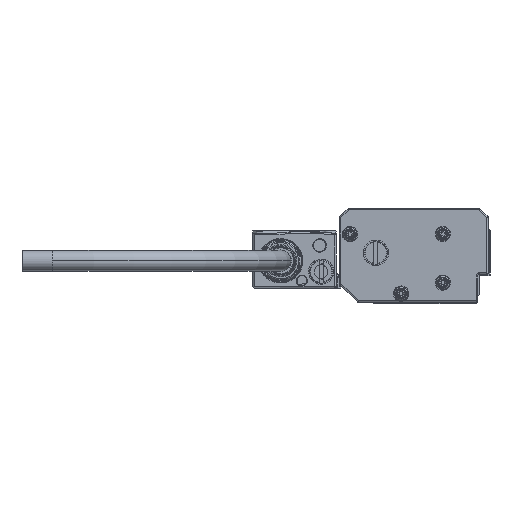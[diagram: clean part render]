
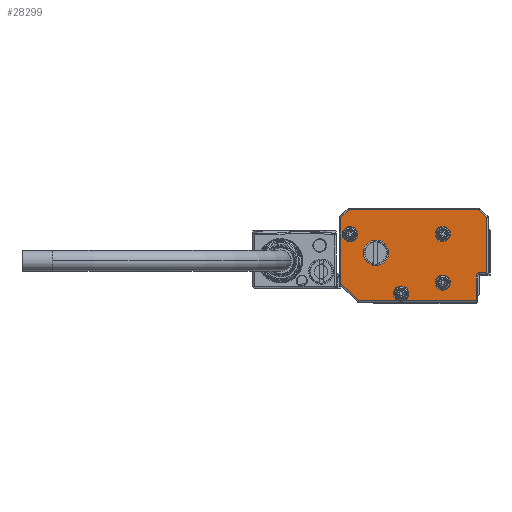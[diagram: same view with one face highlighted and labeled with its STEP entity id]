
A CAD part, left-side view. The second image highlights one B-rep face of the part: STEP entity #28299.
In plain terms, the highlighted planar face has unit normal (-1, 0, 0).
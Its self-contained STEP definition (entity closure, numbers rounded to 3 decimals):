
#28093=AXIS2_PLACEMENT_3D('Circle Axis2P3D',#28091,#28092,$) ;
#28121=AXIS2_PLACEMENT_3D('Circle Axis2P3D',#28119,#28120,$) ;
#28136=AXIS2_PLACEMENT_3D('Plane Axis2P3D',#28133,#28134,#28135) ;
#28140=AXIS2_PLACEMENT_3D('Circle Axis2P3D',#28138,#28139,$) ;
#28147=AXIS2_PLACEMENT_3D('Circle Axis2P3D',#28145,#28146,$) ;
#28154=AXIS2_PLACEMENT_3D('Circle Axis2P3D',#28152,#28153,$) ;
#28166=AXIS2_PLACEMENT_3D('Circle Axis2P3D',#28164,#28165,$) ;
#28229=AXIS2_PLACEMENT_3D('Circle Axis2P3D',#28227,#28228,$) ;
#28238=AXIS2_PLACEMENT_3D('Circle Axis2P3D',#28236,#28237,$) ;
#28247=AXIS2_PLACEMENT_3D('Circle Axis2P3D',#28245,#28246,$) ;
#28256=AXIS2_PLACEMENT_3D('Circle Axis2P3D',#28254,#28255,$) ;
#28265=AXIS2_PLACEMENT_3D('Circle Axis2P3D',#28263,#28264,$) ;
#28274=AXIS2_PLACEMENT_3D('Circle Axis2P3D',#28272,#28273,$) ;
#28283=AXIS2_PLACEMENT_3D('Circle Axis2P3D',#28281,#28282,$) ;
#28292=AXIS2_PLACEMENT_3D('Circle Axis2P3D',#28290,#28291,$) ;
#24336=CARTESIAN_POINT('Vertex',(-473.,8.4,-1.)) ;
#24338=CARTESIAN_POINT('Vertex',(-473.,7.,-1.)) ;
#24341=CARTESIAN_POINT('Line Origine',(-473.,3.5,-1.)) ;
#24345=CARTESIAN_POINT('Vertex',(-473.,21.793,-1.)) ;
#24357=CARTESIAN_POINT('Vertex',(-473.,-17.,-1.)) ;
#24360=CARTESIAN_POINT('Line Origine',(-473.,3.5,-1.)) ;
#25535=CARTESIAN_POINT('Line Origine',(-473.,27.5,14.)) ;
#25539=CARTESIAN_POINT('Vertex',(-473.,27.5,4.707)) ;
#25541=CARTESIAN_POINT('Vertex',(-473.,27.5,26.293)) ;
#28091=CARTESIAN_POINT('Axis2P3D Location',(-473.,7.7,1.4)) ;
#28095=CARTESIAN_POINT('Vertex',(-473.,5.2,1.4)) ;
#28116=CARTESIAN_POINT('Vertex',(-473.,9.894,0.201)) ;
#28119=CARTESIAN_POINT('Axis2P3D Location',(-473.,7.7,1.4)) ;
#28133=CARTESIAN_POINT('Axis2P3D Location',(-473.,-21.5,13.5)) ;
#28138=CARTESIAN_POINT('Axis2P3D Location',(-473.,7.7,1.4)) ;
#28142=CARTESIAN_POINT('Vertex',(-473.,10.2,1.4)) ;
#28145=CARTESIAN_POINT('Axis2P3D Location',(-473.,7.7,1.4)) ;
#28149=CARTESIAN_POINT('Vertex',(-473.,5.506,2.599)) ;
#28152=CARTESIAN_POINT('Axis2P3D Location',(-473.,7.7,1.4)) ;
#28157=CARTESIAN_POINT('Line Origine',(-473.,-17.,3.1)) ;
#28161=CARTESIAN_POINT('Vertex',(-473.,-17.,7.2)) ;
#28164=CARTESIAN_POINT('Axis2P3D Location',(-473.,-18.,7.2)) ;
#28168=CARTESIAN_POINT('Vertex',(-473.,-18.,8.2)) ;
#28171=CARTESIAN_POINT('Line Origine',(-473.,-19.25,8.2)) ;
#28175=CARTESIAN_POINT('Vertex',(-473.,-20.5,8.2)) ;
#28178=CARTESIAN_POINT('Line Origine',(-473.,-20.5,17.246)) ;
#28182=CARTESIAN_POINT('Vertex',(-473.,-20.5,26.293)) ;
#28185=CARTESIAN_POINT('Line Origine',(-473.,-19.146,27.646)) ;
#28189=CARTESIAN_POINT('Vertex',(-473.,-17.793,29.)) ;
#28192=CARTESIAN_POINT('Line Origine',(-473.,3.5,29.)) ;
#28196=CARTESIAN_POINT('Vertex',(-473.,24.793,29.)) ;
#28199=CARTESIAN_POINT('Line Origine',(-473.,26.146,27.646)) ;
#28204=CARTESIAN_POINT('Line Origine',(-473.,24.646,1.854)) ;
#28227=CARTESIAN_POINT('Axis2P3D Location',(-473.,-6.,5.)) ;
#28231=CARTESIAN_POINT('Vertex',(-473.,-3.806,3.801)) ;
#28233=CARTESIAN_POINT('Vertex',(-473.,-8.194,6.199)) ;
#28236=CARTESIAN_POINT('Axis2P3D Location',(-473.,-6.,5.)) ;
#28245=CARTESIAN_POINT('Axis2P3D Location',(-473.,16.,14.8)) ;
#28249=CARTESIAN_POINT('Vertex',(-473.,11.85,14.8)) ;
#28251=CARTESIAN_POINT('Vertex',(-473.,20.15,14.8)) ;
#28254=CARTESIAN_POINT('Axis2P3D Location',(-473.,16.,14.8)) ;
#28263=CARTESIAN_POINT('Axis2P3D Location',(-473.,-6.,21.)) ;
#28267=CARTESIAN_POINT('Vertex',(-473.,-8.194,22.199)) ;
#28269=CARTESIAN_POINT('Vertex',(-473.,-3.806,19.801)) ;
#28272=CARTESIAN_POINT('Axis2P3D Location',(-473.,-6.,21.)) ;
#28281=CARTESIAN_POINT('Axis2P3D Location',(-473.,24.5,20.9)) ;
#28285=CARTESIAN_POINT('Vertex',(-473.,22.306,22.099)) ;
#28287=CARTESIAN_POINT('Vertex',(-473.,26.694,19.701)) ;
#28290=CARTESIAN_POINT('Axis2P3D Location',(-473.,24.5,20.9)) ;
#24342=DIRECTION('Vector Direction',(0.,1.,0.)) ;
#24361=DIRECTION('Vector Direction',(0.,1.,0.)) ;
#25536=DIRECTION('Vector Direction',(0.,0.,1.)) ;
#28092=DIRECTION('Axis2P3D Direction',(-1.,0.,0.)) ;
#28120=DIRECTION('Axis2P3D Direction',(-1.,0.,0.)) ;
#28134=DIRECTION('Axis2P3D Direction',(1.,0.,0.)) ;
#28135=DIRECTION('Axis2P3D XDirection',(0.,1.,0.)) ;
#28139=DIRECTION('Axis2P3D Direction',(1.,0.,0.)) ;
#28146=DIRECTION('Axis2P3D Direction',(1.,0.,0.)) ;
#28153=DIRECTION('Axis2P3D Direction',(1.,0.,0.)) ;
#28158=DIRECTION('Vector Direction',(0.,0.,1.)) ;
#28165=DIRECTION('Axis2P3D Direction',(1.,0.,0.)) ;
#28172=DIRECTION('Vector Direction',(0.,-1.,0.)) ;
#28179=DIRECTION('Vector Direction',(0.,0.,1.)) ;
#28186=DIRECTION('Vector Direction',(0.,-0.707,-0.707)) ;
#28193=DIRECTION('Vector Direction',(0.,1.,0.)) ;
#28200=DIRECTION('Vector Direction',(0.,0.707,-0.707)) ;
#28205=DIRECTION('Vector Direction',(0.,-0.707,-0.707)) ;
#28228=DIRECTION('Axis2P3D Direction',(1.,0.,0.)) ;
#28237=DIRECTION('Axis2P3D Direction',(1.,0.,0.)) ;
#28246=DIRECTION('Axis2P3D Direction',(1.,0.,0.)) ;
#28255=DIRECTION('Axis2P3D Direction',(1.,0.,0.)) ;
#28264=DIRECTION('Axis2P3D Direction',(1.,0.,0.)) ;
#28273=DIRECTION('Axis2P3D Direction',(1.,0.,0.)) ;
#28282=DIRECTION('Axis2P3D Direction',(1.,0.,0.)) ;
#28291=DIRECTION('Axis2P3D Direction',(1.,0.,0.)) ;
#24343=VECTOR('Line Direction',#24342,1.) ;
#24362=VECTOR('Line Direction',#24361,1.) ;
#25537=VECTOR('Line Direction',#25536,1.) ;
#28159=VECTOR('Line Direction',#28158,1.) ;
#28173=VECTOR('Line Direction',#28172,1.) ;
#28180=VECTOR('Line Direction',#28179,1.) ;
#28187=VECTOR('Line Direction',#28186,1.) ;
#28194=VECTOR('Line Direction',#28193,1.) ;
#28201=VECTOR('Line Direction',#28200,1.) ;
#28206=VECTOR('Line Direction',#28205,1.) ;
#28210=ORIENTED_EDGE('',*,*,#28123,.T.) ;
#28211=ORIENTED_EDGE('',*,*,#28144,.T.) ;
#28212=ORIENTED_EDGE('',*,*,#28151,.T.) ;
#28213=ORIENTED_EDGE('',*,*,#28156,.T.) ;
#28214=ORIENTED_EDGE('',*,*,#28097,.T.) ;
#28215=ORIENTED_EDGE('',*,*,#24364,.F.) ;
#28216=ORIENTED_EDGE('',*,*,#28163,.F.) ;
#28217=ORIENTED_EDGE('',*,*,#28170,.F.) ;
#28218=ORIENTED_EDGE('',*,*,#28177,.F.) ;
#28219=ORIENTED_EDGE('',*,*,#28184,.F.) ;
#28220=ORIENTED_EDGE('',*,*,#28191,.F.) ;
#28221=ORIENTED_EDGE('',*,*,#28198,.F.) ;
#28222=ORIENTED_EDGE('',*,*,#28203,.F.) ;
#28223=ORIENTED_EDGE('',*,*,#25543,.F.) ;
#28224=ORIENTED_EDGE('',*,*,#28208,.F.) ;
#28225=ORIENTED_EDGE('',*,*,#24347,.F.) ;
#28242=ORIENTED_EDGE('',*,*,#28235,.T.) ;
#28243=ORIENTED_EDGE('',*,*,#28240,.T.) ;
#28260=ORIENTED_EDGE('',*,*,#28253,.T.) ;
#28261=ORIENTED_EDGE('',*,*,#28258,.T.) ;
#28278=ORIENTED_EDGE('',*,*,#28271,.T.) ;
#28279=ORIENTED_EDGE('',*,*,#28276,.T.) ;
#28296=ORIENTED_EDGE('',*,*,#28289,.T.) ;
#28297=ORIENTED_EDGE('',*,*,#28294,.T.) ;
#28244=FACE_BOUND('',#28241,.T.) ;
#28262=FACE_BOUND('',#28259,.T.) ;
#28280=FACE_BOUND('',#28277,.T.) ;
#28298=FACE_BOUND('',#28295,.T.) ;
#28299=ADVANCED_FACE('Brep With Voids',(#28226,#28244,#28262,#28280,#28298),#28137,.F.) ;
#28094=CIRCLE('generated circle',#28093,2.5) ;
#28122=CIRCLE('generated circle',#28121,2.5) ;
#28141=CIRCLE('generated circle',#28140,2.5) ;
#28148=CIRCLE('generated circle',#28147,2.5) ;
#28155=CIRCLE('generated circle',#28154,2.5) ;
#28167=CIRCLE('generated circle',#28166,1.) ;
#28230=CIRCLE('generated circle',#28229,2.5) ;
#28239=CIRCLE('generated circle',#28238,2.5) ;
#28248=CIRCLE('generated circle',#28247,4.15) ;
#28257=CIRCLE('generated circle',#28256,4.15) ;
#28266=CIRCLE('generated circle',#28265,2.5) ;
#28275=CIRCLE('generated circle',#28274,2.5) ;
#28284=CIRCLE('generated circle',#28283,2.5) ;
#28293=CIRCLE('generated circle',#28292,2.5) ;
#24347=EDGE_CURVE('',#24337,#24346,#24344,.T.) ;
#24364=EDGE_CURVE('',#24358,#24339,#24363,.T.) ;
#25543=EDGE_CURVE('',#25540,#25542,#25538,.T.) ;
#28097=EDGE_CURVE('',#28096,#24339,#28094,.F.) ;
#28123=EDGE_CURVE('',#24337,#28117,#28122,.F.) ;
#28144=EDGE_CURVE('',#28117,#28143,#28141,.T.) ;
#28151=EDGE_CURVE('',#28143,#28150,#28148,.T.) ;
#28156=EDGE_CURVE('',#28150,#28096,#28155,.T.) ;
#28163=EDGE_CURVE('',#28162,#24358,#28160,.F.) ;
#28170=EDGE_CURVE('',#28169,#28162,#28167,.F.) ;
#28177=EDGE_CURVE('',#28176,#28169,#28174,.F.) ;
#28184=EDGE_CURVE('',#28183,#28176,#28181,.F.) ;
#28191=EDGE_CURVE('',#28190,#28183,#28188,.T.) ;
#28198=EDGE_CURVE('',#28197,#28190,#28195,.F.) ;
#28203=EDGE_CURVE('',#25542,#28197,#28202,.F.) ;
#28208=EDGE_CURVE('',#24346,#25540,#28207,.F.) ;
#28235=EDGE_CURVE('',#28232,#28234,#28230,.T.) ;
#28240=EDGE_CURVE('',#28234,#28232,#28239,.T.) ;
#28253=EDGE_CURVE('',#28250,#28252,#28248,.T.) ;
#28258=EDGE_CURVE('',#28252,#28250,#28257,.T.) ;
#28271=EDGE_CURVE('',#28268,#28270,#28266,.T.) ;
#28276=EDGE_CURVE('',#28270,#28268,#28275,.T.) ;
#28289=EDGE_CURVE('',#28286,#28288,#28284,.T.) ;
#28294=EDGE_CURVE('',#28288,#28286,#28293,.T.) ;
#28209=EDGE_LOOP('',(#28210,#28211,#28212,#28213,#28214,#28215,#28216,#28217,#28218,#28219,#28220,#28221,#28222,#28223,#28224,#28225)) ;
#28241=EDGE_LOOP('',(#28242,#28243)) ;
#28259=EDGE_LOOP('',(#28260,#28261)) ;
#28277=EDGE_LOOP('',(#28278,#28279)) ;
#28295=EDGE_LOOP('',(#28296,#28297)) ;
#28226=FACE_OUTER_BOUND('',#28209,.T.) ;
#24344=LINE('Line',#24341,#24343) ;
#24363=LINE('Line',#24360,#24362) ;
#25538=LINE('Line',#25535,#25537) ;
#28160=LINE('Line',#28157,#28159) ;
#28174=LINE('Line',#28171,#28173) ;
#28181=LINE('Line',#28178,#28180) ;
#28188=LINE('Line',#28185,#28187) ;
#28195=LINE('Line',#28192,#28194) ;
#28202=LINE('Line',#28199,#28201) ;
#28207=LINE('Line',#28204,#28206) ;
#28137=PLANE('Plane',#28136) ;
#24337=VERTEX_POINT('',#24336) ;
#24339=VERTEX_POINT('',#24338) ;
#24346=VERTEX_POINT('',#24345) ;
#24358=VERTEX_POINT('',#24357) ;
#25540=VERTEX_POINT('',#25539) ;
#25542=VERTEX_POINT('',#25541) ;
#28096=VERTEX_POINT('',#28095) ;
#28117=VERTEX_POINT('',#28116) ;
#28143=VERTEX_POINT('',#28142) ;
#28150=VERTEX_POINT('',#28149) ;
#28162=VERTEX_POINT('',#28161) ;
#28169=VERTEX_POINT('',#28168) ;
#28176=VERTEX_POINT('',#28175) ;
#28183=VERTEX_POINT('',#28182) ;
#28190=VERTEX_POINT('',#28189) ;
#28197=VERTEX_POINT('',#28196) ;
#28232=VERTEX_POINT('',#28231) ;
#28234=VERTEX_POINT('',#28233) ;
#28250=VERTEX_POINT('',#28249) ;
#28252=VERTEX_POINT('',#28251) ;
#28268=VERTEX_POINT('',#28267) ;
#28270=VERTEX_POINT('',#28269) ;
#28286=VERTEX_POINT('',#28285) ;
#28288=VERTEX_POINT('',#28287) ;
